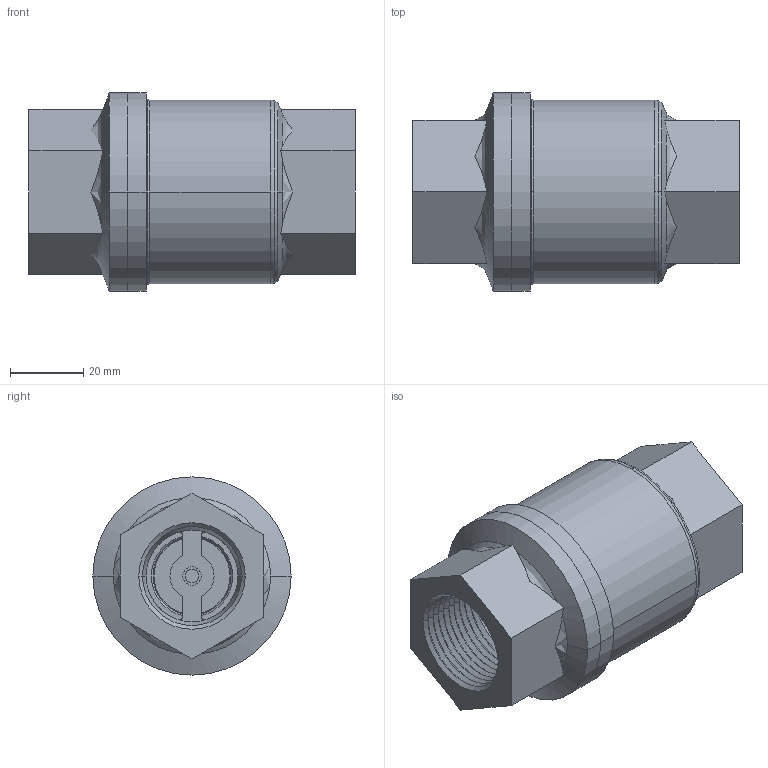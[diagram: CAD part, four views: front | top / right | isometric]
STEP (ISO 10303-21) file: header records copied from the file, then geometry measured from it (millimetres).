
FILE_DESCRIPTION((''),'2;1');
FILE_NAME('2023-DN25_ASM','2015-10-26T',('Administrator'),(''),'PRO/ENGINEER BY PARAMETRIC TECHNOLOGY CORPORATION, 2011080','PRO/ENGINEER BY PARAMETRIC TECHNOLOGY CORPORATION, 2011080','');
FILE_SCHEMA(('CONFIG_CONTROL_DESIGN'));
Length unit declared in the file: millimetre
Products named in the file (5): TMP_DWG-3DSOLID_352795; TMP_DWG-3DSOLID_352807; TMP_DWG-3DSOLID_352820; PRT0004; 2023-DN25_ASM
Assembly tree (4 placements, depth 2):
  2023-DN25_ASM
    TMP_DWG-3DSOLID_352795
    TMP_DWG-3DSOLID_352807
    TMP_DWG-3DSOLID_352820
    PRT0004
Bounding box: 88.9 x 54 x 54 mm (x, y, z)
Volume: 92041.7 mm3; surface area: 37038.3 mm2
Topology: 3 solids, 3 shells, 260 faces, 628 edges, 384 vertices
Faces by surface type: cone 128, plane 60, cylinder 52, torus 20
Entity records: 7933 total; most frequent: CARTESIAN_POINT 1593, DIRECTION 1412, ORIENTED_EDGE 1256, EDGE_CURVE 628, AXIS2_PLACEMENT_3D 575, VERTEX_POINT 384, CIRCLE 306, EDGE_LOOP 282
